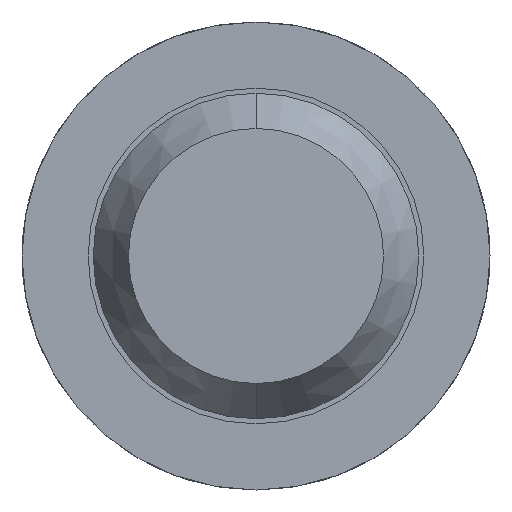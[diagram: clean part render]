
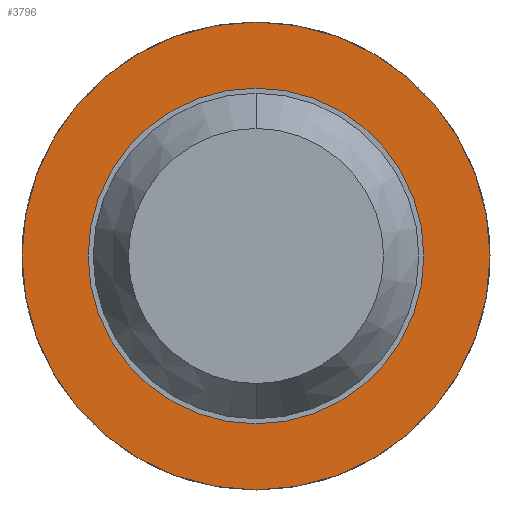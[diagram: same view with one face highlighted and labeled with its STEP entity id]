
A CAD part, front view. The second image highlights one B-rep face of the part: STEP entity #3796.
In plain terms, the highlighted planar face has unit normal (0, -1, 0).
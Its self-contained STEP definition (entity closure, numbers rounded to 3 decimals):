
#47 = DIRECTION ( 'NONE',  ( 0., 0., 1. ) ) ;
#72 = DIRECTION ( 'NONE',  ( 0., 1., 0. ) ) ;
#186 = ORIENTED_EDGE ( 'NONE', *, *, #521, .T. ) ;
#419 = CARTESIAN_POINT ( 'NONE',  ( 0., -1.7, 1.15 ) ) ;
#486 = CARTESIAN_POINT ( 'NONE',  ( 0., -1.7, -1.15 ) ) ;
#521 = EDGE_CURVE ( 'Defeature ausgef�hrt1_35+Defeature ausgef�hrt1_34+Defeature ausgef�hrt1_34+Defeature ausgef�hrt1_34', #3894, #4221, #3589, .T. ) ;
#785 = CARTESIAN_POINT ( 'NONE',  ( 0., -1.7, 0. ) ) ;
#796 = VERTEX_POINT ( 'NONE', #486 ) ;
#801 = EDGE_CURVE ( 'Defeature ausgef�hrt1_28+Defeature ausgef�hrt1_35+Defeature ausgef�hrt1_35+Defeature ausgef�hrt1_35', #796, #1766, #3827, .T. ) ;
#848 = DIRECTION ( 'NONE',  ( 0., 1., 0. ) ) ;
#1040 = ORIENTED_EDGE ( 'NONE', *, *, #1201, .F. ) ;
#1181 = DIRECTION ( 'NONE',  ( 0., 1., 0. ) ) ;
#1201 = EDGE_CURVE ( 'Defeature ausgef�hrt1_28+Defeature ausgef�hrt1_35+Defeature ausgef�hrt1_35+Defeature ausgef�hrt1_35', #1766, #796, #3727, .T. ) ;
#1330 = EDGE_LOOP ( 'NONE', ( #4303, #186 ) ) ;
#1331 = AXIS2_PLACEMENT_3D ( 'NONE', #2518, #1181, #2890 ) ;
#1367 = FACE_OUTER_BOUND ( 'NONE', #4190, .T. ) ;
#1425 = PLANE ( 'NONE',  #1439 ) ;
#1439 = AXIS2_PLACEMENT_3D ( 'NONE', #1739, #4163, #2754 ) ;
#1440 = DIRECTION ( 'NONE',  ( 0., 0., 1. ) ) ;
#1596 = AXIS2_PLACEMENT_3D ( 'NONE', #4079, #2454, #47 ) ;
#1732 = CARTESIAN_POINT ( 'NONE',  ( 0., -1.7, 0.825 ) ) ;
#1739 = CARTESIAN_POINT ( 'NONE',  ( 0.825, -1.7, 0. ) ) ;
#1766 = VERTEX_POINT ( 'NONE', #419 ) ;
#2071 = AXIS2_PLACEMENT_3D ( 'NONE', #785, #848, #1440 ) ;
#2427 = DIRECTION ( 'NONE',  ( 0., 0., 1. ) ) ;
#2454 = DIRECTION ( 'NONE',  ( 0., 1., 0. ) ) ;
#2518 = CARTESIAN_POINT ( 'NONE',  ( 0., -1.7, 0. ) ) ;
#2602 = AXIS2_PLACEMENT_3D ( 'NONE', #3086, #72, #2427 ) ;
#2754 = DIRECTION ( 'NONE',  ( 0., 0., 1. ) ) ;
#2890 = DIRECTION ( 'NONE',  ( 0., 0., 1. ) ) ;
#3086 = CARTESIAN_POINT ( 'NONE',  ( 0., -1.7, 0. ) ) ;
#3111 = FACE_BOUND ( 'NONE', #1330, .T. ) ;
#3115 = CARTESIAN_POINT ( 'NONE',  ( 0., -1.7, -0.825 ) ) ;
#3141 = EDGE_CURVE ( 'Defeature ausgef�hrt1_35+Defeature ausgef�hrt1_34+Defeature ausgef�hrt1_34+Defeature ausgef�hrt1_34', #4221, #3894, #3340, .T. ) ;
#3340 = CIRCLE ( 'NONE', #1596, 0.825 ) ;
#3476 = ORIENTED_EDGE ( 'NONE', *, *, #801, .F. ) ;
#3589 = CIRCLE ( 'NONE', #1331, 0.825 ) ;
#3727 = CIRCLE ( 'NONE', #2602, 1.15 ) ;
#3796 = ADVANCED_FACE ( 'Defeature ausgef�hrt1_35', ( #1367, #3111 ), #1425, .F. ) ;
#3827 = CIRCLE ( 'NONE', #2071, 1.15 ) ;
#3894 = VERTEX_POINT ( 'NONE', #3115 ) ;
#4079 = CARTESIAN_POINT ( 'NONE',  ( 0., -1.7, 0. ) ) ;
#4163 = DIRECTION ( 'NONE',  ( 0., 1., 0. ) ) ;
#4190 = EDGE_LOOP ( 'NONE', ( #1040, #3476 ) ) ;
#4221 = VERTEX_POINT ( 'NONE', #1732 ) ;
#4303 = ORIENTED_EDGE ( 'NONE', *, *, #3141, .T. ) ;
